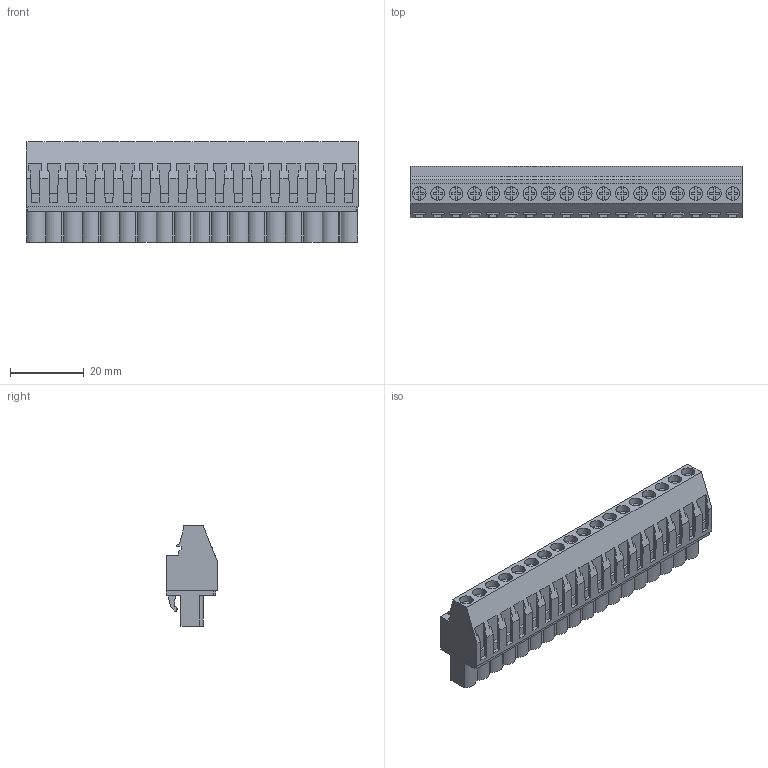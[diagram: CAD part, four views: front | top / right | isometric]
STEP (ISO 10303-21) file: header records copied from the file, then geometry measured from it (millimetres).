
FILE_DESCRIPTION(('CATIA V5 STEP Exchange','CAx-IF Rec.Pracs.--- Model Styling and Organization---1.2---2011-12-15'),'2;1');
FILE_NAME ('D1460410_0_1957900000_1957900000.stp','2017-09-20T13:00:51+00:00',('none'),('Weidmueller'),'CATIA Version 5-6 Release 2014','CATIA V5 STEP AP214','none');
FILE_SCHEMA(('AUTOMOTIVE_DESIGN { 1 0 10303 214 1 1 1 1 }'));
Length unit declared in the file: millimetre
Products named in the file (1): 1957900000
Bounding box: 90 x 14.05 x 27.2 mm (x, y, z)
Volume: 20501.6 mm3; surface area: 11785.7 mm2
Topology: 19 solids, 19 shells, 1130 faces, 3138 edges, 2119 vertices
Faces by surface type: plane 960, cylinder 160, extrusion 10
Entity records: 33166 total; most frequent: ORIENTED_EDGE 6276, CARTESIAN_POINT 6101, DIRECTION 4376, EDGE_CURVE 3138, VECTOR 2726, LINE 2716, VERTEX_POINT 2119, EDGE_LOOP 1203
